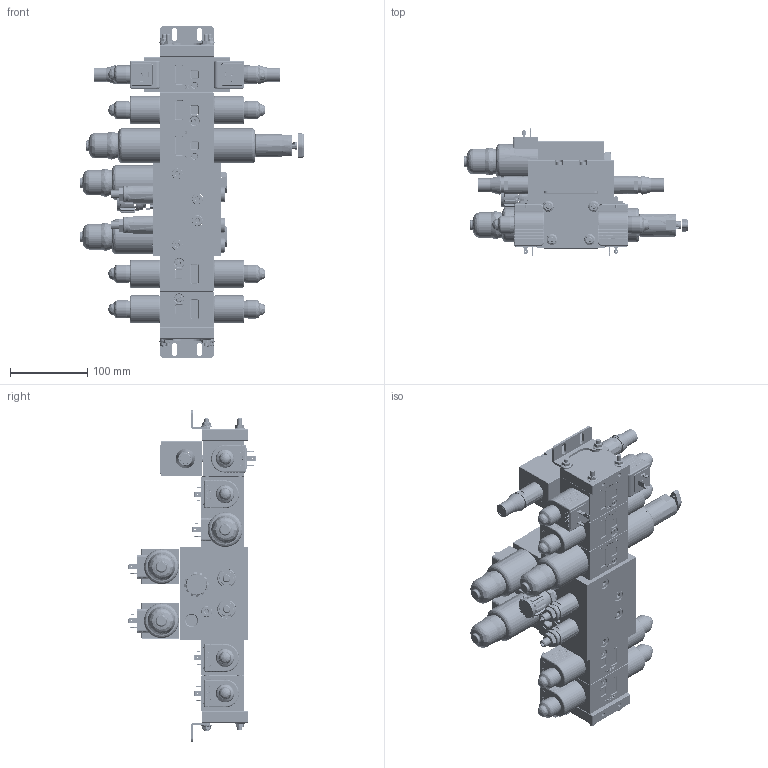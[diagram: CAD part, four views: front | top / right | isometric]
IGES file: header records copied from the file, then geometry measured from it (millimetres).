
Start section: SolidWorks IGES file using analytic representation for surfaces
Global section: file name: CD3MX051.igs; native system: SolidWorks 2014; preprocessor: SolidWorks 2014; author: serviziopdm; date: 161214.162524; units: millimetre
Bounding box: 290.45 x 165.08 x 430 mm (x, y, z)
Surface area: 460201.4 mm2 (no closed solid volume)
Topology: 0 solids, 0 shells, 3785 faces, 59273 edges, 59232 vertices
Faces by surface type: bspline 2357, revolution 1428
